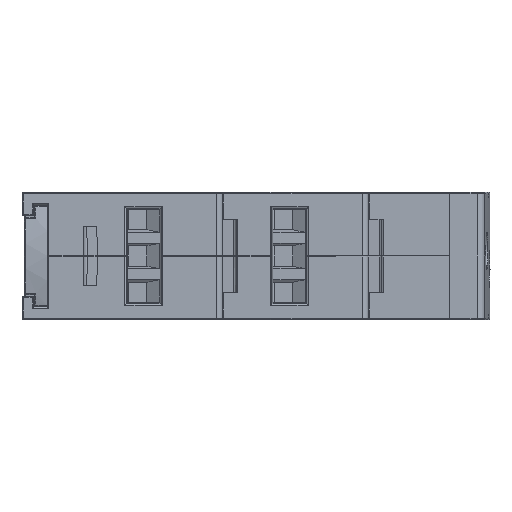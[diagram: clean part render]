
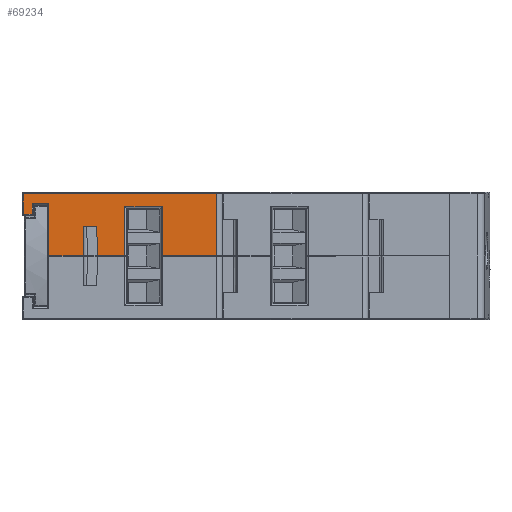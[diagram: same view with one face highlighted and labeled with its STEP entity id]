
A CAD part, front view. The second image highlights one B-rep face of the part: STEP entity #69234.
In plain terms, the highlighted planar face has unit normal (0, -1, 0).
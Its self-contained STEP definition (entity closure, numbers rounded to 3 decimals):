
#381 = DIRECTION ( 'NONE',  ( 0., 0., -1. ) ) ;
#398 = EDGE_CURVE ( 'NONE', #15961, #9959, #63708, .T. ) ;
#773 = CARTESIAN_POINT ( 'NONE',  ( 14.156, -58.236, 8.025 ) ) ;
#1264 = VERTEX_POINT ( 'NONE', #89553 ) ;
#1853 = VERTEX_POINT ( 'NONE', #38607 ) ;
#3309 = CARTESIAN_POINT ( 'NONE',  ( 37.156, -58.236, -0.725 ) ) ;
#3565 = EDGE_CURVE ( 'NONE', #4518, #60124, #8358, .T. ) ;
#4518 = VERTEX_POINT ( 'NONE', #62415 ) ;
#5812 = PLANE ( 'NONE',  #28430 ) ;
#6511 = LINE ( 'NONE', #85181, #50523 ) ;
#7421 = VECTOR ( 'NONE', #52588, 1000. ) ;
#8358 = LINE ( 'NONE', #61303, #9806 ) ;
#9331 = CARTESIAN_POINT ( 'NONE',  ( 29.739, -58.236, -0.725 ) ) ;
#9806 = VECTOR ( 'NONE', #37159, 1000. ) ;
#9959 = VERTEX_POINT ( 'NONE', #65836 ) ;
#10170 = EDGE_CURVE ( 'NONE', #73615, #37367, #83803, .T. ) ;
#10253 = CARTESIAN_POINT ( 'NONE',  ( 24.572, -58.236, 6.008 ) ) ;
#11594 = CARTESIAN_POINT ( 'NONE',  ( 10.656, -58.236, 8.025 ) ) ;
#11927 = ORIENTED_EDGE ( 'NONE', *, *, #34425, .T. ) ;
#11972 = CARTESIAN_POINT ( 'NONE',  ( 37.956, -58.236, -0.725 ) ) ;
#13279 = CARTESIAN_POINT ( 'NONE',  ( 18.873, -58.236, 3.275 ) ) ;
#13499 = ORIENTED_EDGE ( 'NONE', *, *, #36818, .F. ) ;
#14036 = ORIENTED_EDGE ( 'NONE', *, *, #93199, .T. ) ;
#15144 = EDGE_LOOP ( 'NONE', ( #101018, #26710, #43588, #68112, #111677, #26933, #80671, #17820, #72341, #44611, #13499, #100904, #11927, #26434, #14036, #67637 ) ) ;
#15961 = VERTEX_POINT ( 'NONE', #13279 ) ;
#16694 = EDGE_CURVE ( 'NONE', #84041, #1264, #80031, .T. ) ;
#17820 = ORIENTED_EDGE ( 'NONE', *, *, #10170, .T. ) ;
#19061 = CARTESIAN_POINT ( 'NONE',  ( 24.572, -58.236, 8.025 ) ) ;
#20914 = VECTOR ( 'NONE', #103699, 1000. ) ;
#22648 = EDGE_CURVE ( 'NONE', #76269, #1853, #107568, .T. ) ;
#24529 = CARTESIAN_POINT ( 'NONE',  ( 11.856, -58.236, 4.975 ) ) ;
#24781 = CARTESIAN_POINT ( 'NONE',  ( 37.956, -58.236, 6.008 ) ) ;
#26141 = LINE ( 'NONE', #45377, #70176 ) ;
#26434 = ORIENTED_EDGE ( 'NONE', *, *, #34043, .T. ) ;
#26710 = ORIENTED_EDGE ( 'NONE', *, *, #22648, .T. ) ;
#26933 = ORIENTED_EDGE ( 'NONE', *, *, #16694, .T. ) ;
#28430 = AXIS2_PLACEMENT_3D ( 'NONE', #110838, #76612, #92710 ) ;
#29296 = LINE ( 'NONE', #38621, #102258 ) ;
#29897 = VECTOR ( 'NONE', #77740, 1000. ) ;
#34043 = EDGE_CURVE ( 'NONE', #92275, #81004, #73571, .T. ) ;
#34425 = EDGE_CURVE ( 'NONE', #4518, #92275, #55459, .T. ) ;
#36818 = EDGE_CURVE ( 'NONE', #60124, #15961, #26141, .T. ) ;
#36941 = EDGE_CURVE ( 'NONE', #49611, #101065, #53642, .T. ) ;
#36981 = EDGE_CURVE ( 'NONE', #46279, #76269, #56410, .T. ) ;
#37159 = DIRECTION ( 'NONE',  ( -0.009, 0., 1. ) ) ;
#37367 = VERTEX_POINT ( 'NONE', #62594 ) ;
#37384 = DIRECTION ( 'NONE',  ( 0., 0., 1. ) ) ;
#37755 = EDGE_CURVE ( 'NONE', #1264, #73615, #6511, .T. ) ;
#38607 = CARTESIAN_POINT ( 'NONE',  ( 37.156, -58.236, 7.825 ) ) ;
#38621 = CARTESIAN_POINT ( 'NONE',  ( 37.956, -58.236, 7.825 ) ) ;
#38671 = CARTESIAN_POINT ( 'NONE',  ( 29.739, -58.236, 6.008 ) ) ;
#38839 = DIRECTION ( 'NONE',  ( 1., 0., 0. ) ) ;
#40303 = CARTESIAN_POINT ( 'NONE',  ( 37.956, -58.236, -0.725 ) ) ;
#42250 = CARTESIAN_POINT ( 'NONE',  ( 37.956, -58.236, 4.975 ) ) ;
#43001 = CARTESIAN_POINT ( 'NONE',  ( 11.856, -58.236, 8.025 ) ) ;
#43588 = ORIENTED_EDGE ( 'NONE', *, *, #66426, .T. ) ;
#43858 = DIRECTION ( 'NONE',  ( -1., 0., 0. ) ) ;
#44611 = ORIENTED_EDGE ( 'NONE', *, *, #398, .F. ) ;
#45323 = VECTOR ( 'NONE', #38839, 1000. ) ;
#45377 = CARTESIAN_POINT ( 'NONE',  ( 37.956, -58.236, 3.275 ) ) ;
#46279 = VERTEX_POINT ( 'NONE', #9331 ) ;
#46973 = VECTOR ( 'NONE', #70736, 1000. ) ;
#47753 = LINE ( 'NONE', #42250, #29897 ) ;
#48331 = DIRECTION ( 'NONE',  ( -0.009, 0., -1. ) ) ;
#49136 = LINE ( 'NONE', #95519, #61556 ) ;
#49611 = VERTEX_POINT ( 'NONE', #66093 ) ;
#49783 = CARTESIAN_POINT ( 'NONE',  ( 37.956, -58.236, -0.725 ) ) ;
#50523 = VECTOR ( 'NONE', #59812, 1000. ) ;
#51415 = VERTEX_POINT ( 'NONE', #38671 ) ;
#52588 = DIRECTION ( 'NONE',  ( 0., 0., 1. ) ) ;
#53642 = LINE ( 'NONE', #11594, #100442 ) ;
#55459 = LINE ( 'NONE', #49783, #63743 ) ;
#56410 = LINE ( 'NONE', #11972, #45323 ) ;
#56637 = EDGE_CURVE ( 'NONE', #51415, #46279, #49136, .T. ) ;
#59439 = VECTOR ( 'NONE', #37384, 1000. ) ;
#59688 = CARTESIAN_POINT ( 'NONE',  ( 24.572, -58.236, -0.725 ) ) ;
#59812 = DIRECTION ( 'NONE',  ( 1., 0., 0. ) ) ;
#60124 = VERTEX_POINT ( 'NONE', #86200 ) ;
#61303 = CARTESIAN_POINT ( 'NONE',  ( 20.698, -58.236, 7.874 ) ) ;
#61556 = VECTOR ( 'NONE', #112871, 1000. ) ;
#62415 = CARTESIAN_POINT ( 'NONE',  ( 20.773, -58.236, -0.725 ) ) ;
#62594 = CARTESIAN_POINT ( 'NONE',  ( 14.156, -58.236, -0.725 ) ) ;
#63266 = DIRECTION ( 'NONE',  ( 1., 0., 0. ) ) ;
#63708 = LINE ( 'NONE', #100700, #81579 ) ;
#63743 = VECTOR ( 'NONE', #63266, 1000. ) ;
#65836 = CARTESIAN_POINT ( 'NONE',  ( 18.838, -58.236, -0.725 ) ) ;
#66093 = CARTESIAN_POINT ( 'NONE',  ( 10.656, -58.236, 7.825 ) ) ;
#66426 = EDGE_CURVE ( 'NONE', #1853, #49611, #29296, .T. ) ;
#67637 = ORIENTED_EDGE ( 'NONE', *, *, #56637, .T. ) ;
#68112 = ORIENTED_EDGE ( 'NONE', *, *, #36941, .T. ) ;
#68606 = VECTOR ( 'NONE', #102278, 1000. ) ;
#69234 = ADVANCED_FACE ( 'NONE', ( #110057 ), #5812, .F. ) ;
#69785 = EDGE_CURVE ( 'NONE', #37367, #9959, #104408, .T. ) ;
#70081 = EDGE_CURVE ( 'NONE', #101065, #84041, #47753, .T. ) ;
#70176 = VECTOR ( 'NONE', #43858, 1000. ) ;
#70736 = DIRECTION ( 'NONE',  ( 0., 0., 1. ) ) ;
#72341 = ORIENTED_EDGE ( 'NONE', *, *, #69785, .T. ) ;
#72523 = DIRECTION ( 'NONE',  ( -1., 0., 0. ) ) ;
#73571 = LINE ( 'NONE', #19061, #7421 ) ;
#73615 = VERTEX_POINT ( 'NONE', #97159 ) ;
#76269 = VERTEX_POINT ( 'NONE', #3309 ) ;
#76612 = DIRECTION ( 'NONE',  ( 0., 1., 0. ) ) ;
#77740 = DIRECTION ( 'NONE',  ( 1., 0., 0. ) ) ;
#80031 = LINE ( 'NONE', #43001, #46973 ) ;
#80671 = ORIENTED_EDGE ( 'NONE', *, *, #37755, .T. ) ;
#81004 = VERTEX_POINT ( 'NONE', #10253 ) ;
#81579 = VECTOR ( 'NONE', #48331, 1000. ) ;
#82321 = DIRECTION ( 'NONE',  ( 0., 0., -1. ) ) ;
#83803 = LINE ( 'NONE', #773, #90684 ) ;
#84041 = VERTEX_POINT ( 'NONE', #24529 ) ;
#85181 = CARTESIAN_POINT ( 'NONE',  ( 37.956, -58.236, 6.475 ) ) ;
#86200 = CARTESIAN_POINT ( 'NONE',  ( 20.738, -58.236, 3.275 ) ) ;
#89553 = CARTESIAN_POINT ( 'NONE',  ( 11.856, -58.236, 6.475 ) ) ;
#90684 = VECTOR ( 'NONE', #381, 1000. ) ;
#91125 = LINE ( 'NONE', #24781, #20914 ) ;
#91582 = CARTESIAN_POINT ( 'NONE',  ( 37.156, -58.236, 8.025 ) ) ;
#92275 = VERTEX_POINT ( 'NONE', #59688 ) ;
#92710 = DIRECTION ( 'NONE',  ( -1., 0., 0. ) ) ;
#93199 = EDGE_CURVE ( 'NONE', #81004, #51415, #91125, .T. ) ;
#95519 = CARTESIAN_POINT ( 'NONE',  ( 29.739, -58.236, 8.025 ) ) ;
#97159 = CARTESIAN_POINT ( 'NONE',  ( 14.156, -58.236, 6.475 ) ) ;
#100442 = VECTOR ( 'NONE', #82321, 1000. ) ;
#100700 = CARTESIAN_POINT ( 'NONE',  ( 18.916, -58.236, 8.191 ) ) ;
#100904 = ORIENTED_EDGE ( 'NONE', *, *, #3565, .F. ) ;
#101018 = ORIENTED_EDGE ( 'NONE', *, *, #36981, .T. ) ;
#101065 = VERTEX_POINT ( 'NONE', #107378 ) ;
#102258 = VECTOR ( 'NONE', #72523, 1000. ) ;
#102278 = DIRECTION ( 'NONE',  ( 1., 0., 0. ) ) ;
#103699 = DIRECTION ( 'NONE',  ( 1., 0., 0. ) ) ;
#104408 = LINE ( 'NONE', #40303, #68606 ) ;
#107378 = CARTESIAN_POINT ( 'NONE',  ( 10.656, -58.236, 4.975 ) ) ;
#107568 = LINE ( 'NONE', #91582, #59439 ) ;
#110057 = FACE_OUTER_BOUND ( 'NONE', #15144, .T. ) ;
#110838 = CARTESIAN_POINT ( 'NONE',  ( 37.956, -58.236, 8.025 ) ) ;
#111677 = ORIENTED_EDGE ( 'NONE', *, *, #70081, .T. ) ;
#112871 = DIRECTION ( 'NONE',  ( 0., 0., -1. ) ) ;
